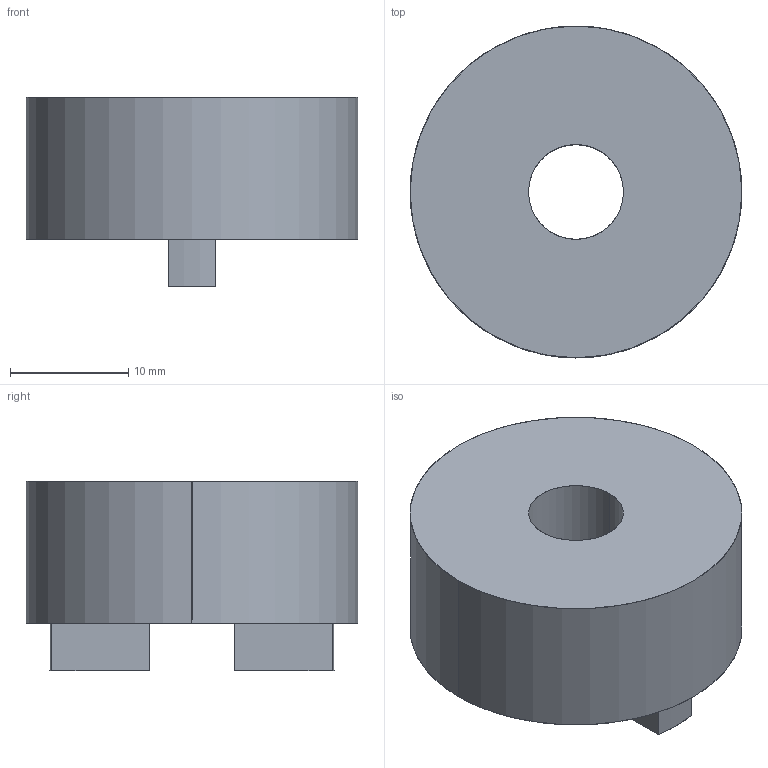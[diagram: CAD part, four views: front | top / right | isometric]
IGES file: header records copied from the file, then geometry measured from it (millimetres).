
Start section: SolidWorks IGES FILE using analytic representation for surfaces
Global section: file name: 1HOWH8-仩N仩S.IGS; native system: SolidWorks 2003 by SolidWorks Corporation; preprocessor: Version 5.3; author: tisobe; date: 051028.083744; units: millimetre
Bounding box: 28 x 28 x 16 mm (x, y, z)
Surface area: 2685.8 mm2 (no closed solid volume)
Topology: 0 solids, 0 shells, 16 faces, 272 edges, 272 vertices
Faces by surface type: revolution 8, bspline 8
